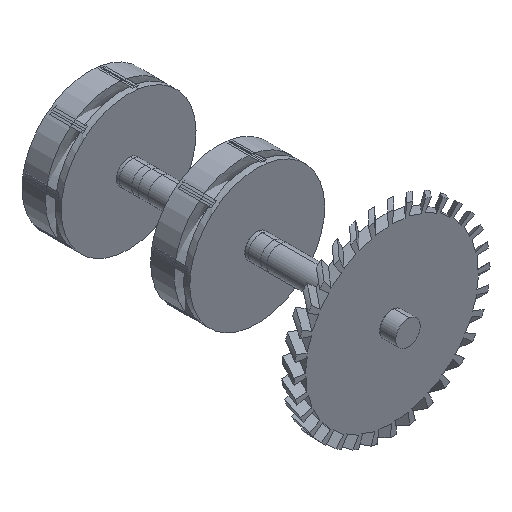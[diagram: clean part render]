
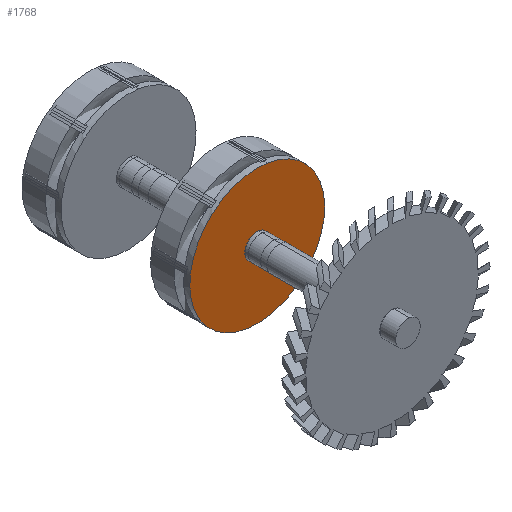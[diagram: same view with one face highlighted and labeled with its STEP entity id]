
A CAD part, isometric view. The second image highlights one B-rep face of the part: STEP entity #1768.
In plain terms, the highlighted planar face has unit normal (0, -1, 0).
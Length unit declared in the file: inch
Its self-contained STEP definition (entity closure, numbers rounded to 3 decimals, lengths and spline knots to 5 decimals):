
#1419 = CARTESIAN_POINT ( 'NONE',  ( 0., 0., 1.37649 ) ) ;
#1768 = ADVANCED_FACE ( 'NONE', ( #10213, #3088 ), #9051, .T. ) ;
#1910 = DIRECTION ( 'NONE',  ( 0., 0., -1. ) ) ;
#1961 = CARTESIAN_POINT ( 'NONE',  ( 0., 0., 0. ) ) ;
#2276 = VERTEX_POINT ( 'NONE', #12044 ) ;
#2751 = CARTESIAN_POINT ( 'NONE',  ( 0., 0., -1.37649 ) ) ;
#2775 = DIRECTION ( 'NONE',  ( 0., -1., 0. ) ) ;
#3088 = FACE_BOUND ( 'NONE', #3749, .T. ) ;
#3247 = ORIENTED_EDGE ( 'NONE', *, *, #10382, .F. ) ;
#3298 = DIRECTION ( 'NONE',  ( 0., 0., -1. ) ) ;
#3749 = EDGE_LOOP ( 'NONE', ( #3247, #14390 ) ) ;
#4188 = CIRCLE ( 'NONE', #13421, 1.37649 ) ;
#4268 = CARTESIAN_POINT ( 'NONE',  ( 0., 0., 0. ) ) ;
#4303 = CIRCLE ( 'NONE', #12283, 1.37649 ) ;
#4560 = EDGE_CURVE ( 'NONE', #8571, #6524, #4303, .T. ) ;
#5224 = DIRECTION ( 'NONE',  ( 0., -1., 0. ) ) ;
#5616 = AXIS2_PLACEMENT_3D ( 'NONE', #4268, #5224, #9983 ) ;
#6347 = VERTEX_POINT ( 'NONE', #10279 ) ;
#6524 = VERTEX_POINT ( 'NONE', #2751 ) ;
#6619 = CIRCLE ( 'NONE', #5616, 0.25 ) ;
#6870 = EDGE_CURVE ( 'NONE', #6524, #8571, #4188, .T. ) ;
#6941 = DIRECTION ( 'NONE',  ( 0., 0., -1. ) ) ;
#7124 = ORIENTED_EDGE ( 'NONE', *, *, #4560, .T. ) ;
#7886 = CARTESIAN_POINT ( 'NONE',  ( 0.25, 0., 0. ) ) ;
#8571 = VERTEX_POINT ( 'NONE', #1419 ) ;
#9051 = PLANE ( 'NONE',  #12824 ) ;
#9575 = ORIENTED_EDGE ( 'NONE', *, *, #6870, .T. ) ;
#9983 = DIRECTION ( 'NONE',  ( 0., 0., -1. ) ) ;
#10213 = FACE_OUTER_BOUND ( 'NONE', #11450, .T. ) ;
#10279 = CARTESIAN_POINT ( 'NONE',  ( 0., 0., 0.25 ) ) ;
#10382 = EDGE_CURVE ( 'NONE', #2276, #6347, #13805, .T. ) ;
#10565 = DIRECTION ( 'NONE',  ( 0., -1., 0. ) ) ;
#11148 = CARTESIAN_POINT ( 'NONE',  ( 0., 0., 0. ) ) ;
#11450 = EDGE_LOOP ( 'NONE', ( #9575, #7124 ) ) ;
#11530 = CARTESIAN_POINT ( 'NONE',  ( 0., 0., 0. ) ) ;
#12044 = CARTESIAN_POINT ( 'NONE',  ( 0., 0., -0.25 ) ) ;
#12275 = EDGE_CURVE ( 'NONE', #6347, #2276, #6619, .T. ) ;
#12283 = AXIS2_PLACEMENT_3D ( 'NONE', #1961, #10565, #3298 ) ;
#12550 = AXIS2_PLACEMENT_3D ( 'NONE', #11148, #2775, #14587 ) ;
#12623 = DIRECTION ( 'NONE',  ( 0., -1., 0. ) ) ;
#12627 = DIRECTION ( 'NONE',  ( 0., -1., 0. ) ) ;
#12824 = AXIS2_PLACEMENT_3D ( 'NONE', #7886, #12627, #1910 ) ;
#13421 = AXIS2_PLACEMENT_3D ( 'NONE', #11530, #12623, #6941 ) ;
#13805 = CIRCLE ( 'NONE', #12550, 0.25 ) ;
#14390 = ORIENTED_EDGE ( 'NONE', *, *, #12275, .F. ) ;
#14587 = DIRECTION ( 'NONE',  ( 0., 0., -1. ) ) ;
